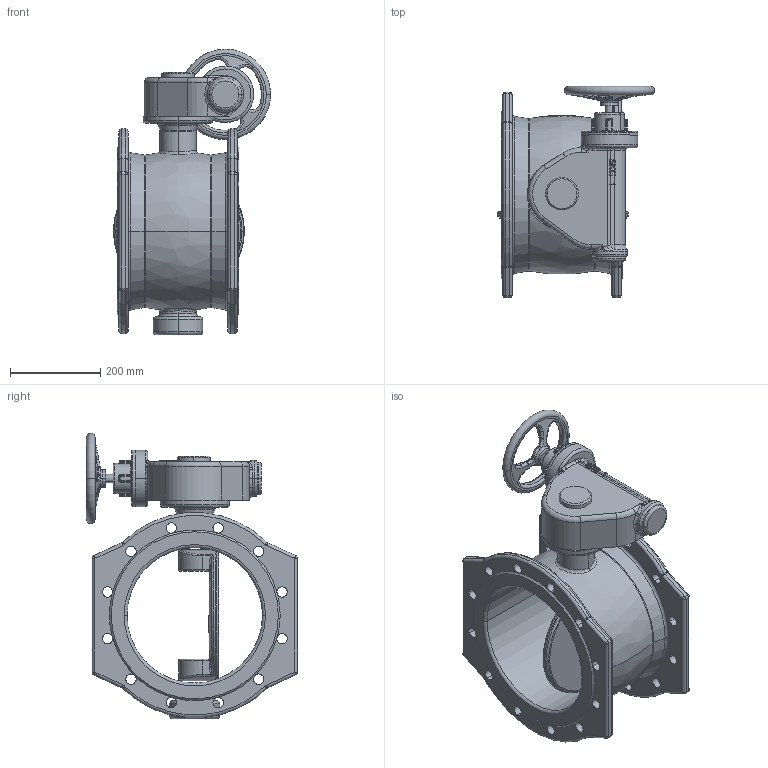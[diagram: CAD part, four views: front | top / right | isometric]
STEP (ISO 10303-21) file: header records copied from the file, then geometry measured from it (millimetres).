
FILE_DESCRIPTION((''),'2;1');
FILE_NAME('0D231324_ASM','2014-11-26T',('jgrossmann'),(''),'PRO/ENGINEER BY PARAMETRIC TECHNOLOGY CORPORATION, 2010040','PRO/ENGINEER BY PARAMETRIC TECHNOLOGY CORPORATION, 2010040','');
FILE_SCHEMA(('AUTOMOTIVE_DESIGN_CC2 { 1 2 10303 214 -1 1 5 2 }'));
Length unit declared in the file: millimetre
Products named in the file (6): F0D231316; M0D231316; NET_SKG_1; NET_LAGERNABE_SKG_01_05_1; 200_18_NABENLOCH; 0D231324_ASM
Assembly tree (5 placements, depth 2):
  0D231324_ASM
    F0D231316
    M0D231316
    NET_SKG_1
    NET_LAGERNABE_SKG_01_05_1
    200_18_NABENLOCH
Bounding box: 348 x 467.3 x 632 mm (x, y, z)
Volume: 16457082.6 mm3; surface area: 1418688.1 mm2
Topology: 9 solids, 9 shells, 1120 faces, 2921 edges, 1818 vertices
Faces by surface type: plane 616, cylinder 211, torus 127, bspline 112, sphere 34, cone 20
Entity records: 50042 total; most frequent: CARTESIAN_POINT 13349, ORIENTED_EDGE 5838, DIRECTION 5351, EDGE_CURVE 2919, PRESENTATION_STYLE_ASSIGNMENT 2906, STYLED_ITEM 2866, CURVE_STYLE 2813, AXIS2_PLACEMENT_3D 1953
